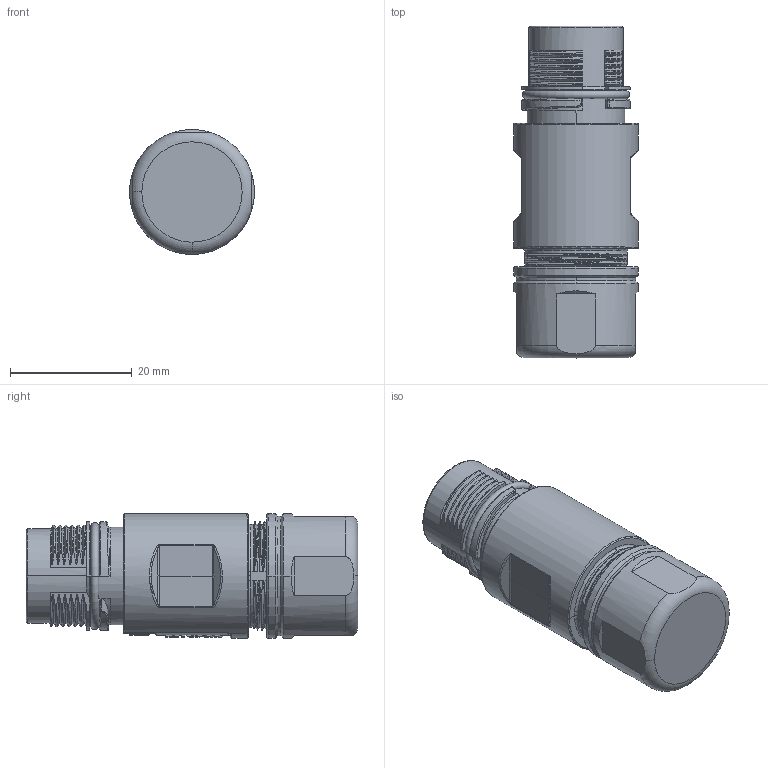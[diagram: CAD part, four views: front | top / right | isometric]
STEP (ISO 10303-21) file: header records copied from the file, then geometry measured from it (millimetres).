
FILE_DESCRIPTION(/* description */ (''),/* implementation_level */ '2;1');
FILE_NAME(/* name */ 'm17-MC04-cct-dxx-sh.stp',/* time_stamp */ '2023-12-15T09:10:00+08:00',/* author */ (''),/* organization */ (''),/* preprocessor_version */ 'ST-DEVELOPER v18.1',/* originating_system */ 'SIEMENS PLM Software NX 1980',/* authorisation */ '');
FILE_SCHEMA (('AUTOMOTIVE_DESIGN { 1 0 10303 214 3 1 1 1 }'));
Length unit declared in the file: millimetre
Products named in the file (1): m17-MC04-cct-dxx-sh_stp
Bounding box: 20.5 x 54.55 x 20.51 mm (x, y, z)
Volume: 14491.6 mm3; surface area: 5746.9 mm2
Topology: 1 solids, 1 shells, 525 faces, 1364 edges, 855 vertices
Faces by surface type: cylinder 193, plane 139, torus 75, cone 69, bspline 25, sphere 24
Entity records: 19229 total; most frequent: CARTESIAN_POINT 7578, ORIENTED_EDGE 2714, DIRECTION 2018, EDGE_CURVE 1357, VERTEX_POINT 855, AXIS2_PLACEMENT_3D 821, B_SPLINE_CURVE_WITH_KNOTS 656, EDGE_LOOP 546
